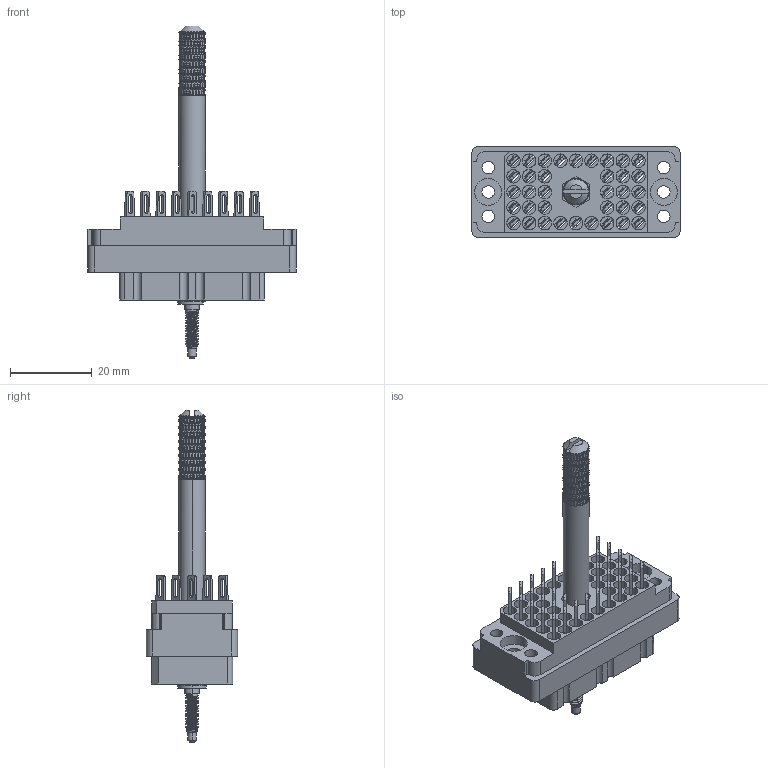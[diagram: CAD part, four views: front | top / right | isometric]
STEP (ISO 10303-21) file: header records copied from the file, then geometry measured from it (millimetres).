
FILE_DESCRIPTION (( 'STEP AP203' ), '1' );
FILE_NAME ('519-036-500-405.STEP', '2020-09-09T20:13:49', ( '' ), ( '' ), 'SwSTEP 2.0', 'SolidWorks 2020', '' );
FILE_SCHEMA (( 'CONFIG_CONTROL_DESIGN' ));
Length unit declared in the file: inch
Products named in the file (8): 516-253-035-100; Actuating Screw Assy 038-056; 516-250-038-111; 519-036-500-405; 516-292-001_500 Contact; 516-251-035-100; 516-253-138-107; 519 Receptacle Insulator_036
Assembly tree (43 placements, depth 3):
  519-036-500-405
    519 Receptacle Insulator_036
    516-292-001_500 Contact  x36
    Actuating Screw Assy 038-056
      516-251-035-100
      516-253-035-100  x2
      516-253-138-107
      516-250-038-111
Bounding box: 50.8 x 22.25 x 81.03 mm (x, y, z)
Volume: 14468.9 mm3; surface area: 22592.6 mm2
Topology: 42 solids, 42 shells, 4983 faces, 13403 edges, 8524 vertices
Faces by surface type: plane 2235, cylinder 1506, bspline 1222, cone 20
Entity records: 99189 total; most frequent: CARTESIAN_POINT 53909, ORIENTED_EDGE 11382, DIRECTION 6544, EDGE_CURVE 5691, VERTEX_POINT 3406, EDGE_LOOP 2431, ADVANCED_FACE 2317, FACE_OUTER_BOUND 2317
